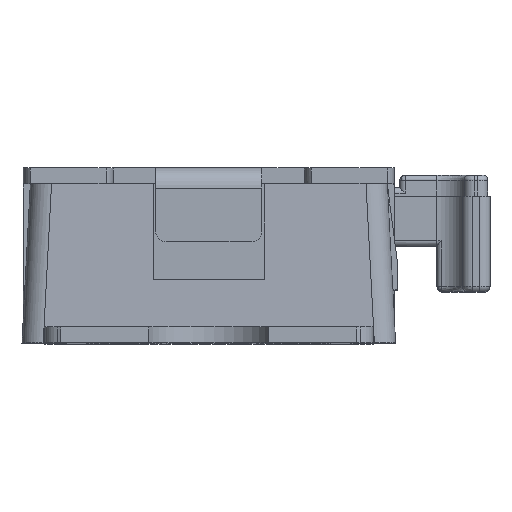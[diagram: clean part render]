
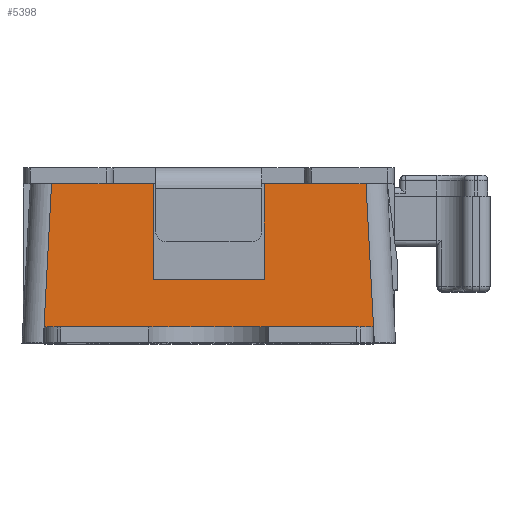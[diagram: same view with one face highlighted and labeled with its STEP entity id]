
A CAD part, top view. The second image highlights one B-rep face of the part: STEP entity #5398.
In plain terms, the highlighted planar face has unit normal (0, 0.035, 0.999).
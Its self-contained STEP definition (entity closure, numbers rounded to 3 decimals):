
#69 = AXIS2_PLACEMENT_3D ( 'NONE', #1372, #6118, #179 ) ;
#115 = DIRECTION ( 'NONE',  ( -0.052, 0.998, -0.035 ) ) ;
#179 = DIRECTION ( 'NONE',  ( 0., -0.999, 0.035 ) ) ;
#245 = ORIENTED_EDGE ( 'NONE', *, *, #8051, .T. ) ;
#297 = EDGE_LOOP ( 'NONE', ( #1543, #1757, #10194, #11154, #14845, #2614, #11214, #4962, #9937, #10156, #14891, #8143, #245, #4896 ) ) ;
#501 = FACE_OUTER_BOUND ( 'NONE', #297, .T. ) ;
#581 = VECTOR ( 'NONE', #14617, 1000. ) ;
#684 = EDGE_CURVE ( 'NONE', #12312, #13200, #5746, .T. ) ;
#1070 = LINE ( 'NONE', #14466, #8003 ) ;
#1097 = CARTESIAN_POINT ( 'NONE',  ( -0.525, 1.5, 2.708 ) ) ;
#1148 = CARTESIAN_POINT ( 'NONE',  ( 1.551, 0.15, 2.755 ) ) ;
#1213 = VERTEX_POINT ( 'NONE', #9626 ) ;
#1372 = CARTESIAN_POINT ( 'NONE',  ( -2.841, 0., 2.76 ) ) ;
#1543 = ORIENTED_EDGE ( 'NONE', *, *, #684, .T. ) ;
#1757 = ORIENTED_EDGE ( 'NONE', *, *, #8295, .T. ) ;
#1765 = DIRECTION ( 'NONE',  ( 1., 0., 0. ) ) ;
#1795 = CARTESIAN_POINT ( 'NONE',  ( -1.549, 0.15, 2.755 ) ) ;
#1857 = VECTOR ( 'NONE', #1765, 1000. ) ;
#1933 = VERTEX_POINT ( 'NONE', #11480 ) ;
#2049 = LINE ( 'NONE', #13259, #3191 ) ;
#2099 = VECTOR ( 'NONE', #6680, 1000. ) ;
#2134 = EDGE_CURVE ( 'NONE', #10308, #12312, #2867, .T. ) ;
#2159 = CARTESIAN_POINT ( 'NONE',  ( -1.481, 1.5, 2.708 ) ) ;
#2192 = VERTEX_POINT ( 'NONE', #3093 ) ;
#2345 = CARTESIAN_POINT ( 'NONE',  ( 0.525, 1.5, 2.708 ) ) ;
#2553 = LINE ( 'NONE', #3716, #10078 ) ;
#2614 = ORIENTED_EDGE ( 'NONE', *, *, #8111, .T. ) ;
#2696 = VECTOR ( 'NONE', #10348, 1000. ) ;
#2824 = VERTEX_POINT ( 'NONE', #2159 ) ;
#2867 = LINE ( 'NONE', #12635, #1857 ) ;
#3093 = CARTESIAN_POINT ( 'NONE',  ( 0.931, 1.5, 2.708 ) ) ;
#3140 = DIRECTION ( 'NONE',  ( -1., 0., 0. ) ) ;
#3191 = VECTOR ( 'NONE', #3140, 1000. ) ;
#3407 = EDGE_CURVE ( 'NONE', #11802, #9275, #11310, .T. ) ;
#3586 = CARTESIAN_POINT ( 'NONE',  ( -1.56, 0., 2.76 ) ) ;
#3716 = CARTESIAN_POINT ( 'NONE',  ( -2.841, 0.15, 2.755 ) ) ;
#3775 = VECTOR ( 'NONE', #115, 1000. ) ;
#4005 = DIRECTION ( 'NONE',  ( 0., 0.999, -0.035 ) ) ;
#4289 = VERTEX_POINT ( 'NONE', #1097 ) ;
#4639 = VECTOR ( 'NONE', #8934, 1000. ) ;
#4654 = VECTOR ( 'NONE', #9737, 1000. ) ;
#4767 = CARTESIAN_POINT ( 'NONE',  ( -2.841, 1.5, 2.708 ) ) ;
#4896 = ORIENTED_EDGE ( 'NONE', *, *, #2134, .T. ) ;
#4962 = ORIENTED_EDGE ( 'NONE', *, *, #5604, .T. ) ;
#5143 = CARTESIAN_POINT ( 'NONE',  ( -2.841, 1.5, 2.708 ) ) ;
#5245 = CARTESIAN_POINT ( 'NONE',  ( 0., 0.6, 2.739 ) ) ;
#5398 = ADVANCED_FACE ( 'NONE', ( #501 ), #13711, .T. ) ;
#5516 = LINE ( 'NONE', #15187, #2696 ) ;
#5604 = EDGE_CURVE ( 'NONE', #6506, #2824, #13142, .T. ) ;
#5720 = DIRECTION ( 'NONE',  ( -1., 0., 0. ) ) ;
#5746 = LINE ( 'NONE', #14416, #3775 ) ;
#5922 = VECTOR ( 'NONE', #10153, 1000. ) ;
#6118 = DIRECTION ( 'NONE',  ( 0., 0.035, 0.999 ) ) ;
#6176 = CARTESIAN_POINT ( 'NONE',  ( 0., 1.5, 2.708 ) ) ;
#6190 = CARTESIAN_POINT ( 'NONE',  ( 1.551, 0., 2.76 ) ) ;
#6506 = VERTEX_POINT ( 'NONE', #7986 ) ;
#6517 = DIRECTION ( 'NONE',  ( -1., 0., 0. ) ) ;
#6680 = DIRECTION ( 'NONE',  ( 1., 0., 0. ) ) ;
#7286 = LINE ( 'NONE', #14773, #5922 ) ;
#7484 = VERTEX_POINT ( 'NONE', #1795 ) ;
#7986 = CARTESIAN_POINT ( 'NONE',  ( -0.931, 1.5, 2.708 ) ) ;
#8003 = VECTOR ( 'NONE', #14404, 1000. ) ;
#8051 = EDGE_CURVE ( 'NONE', #13348, #10308, #9899, .T. ) ;
#8111 = EDGE_CURVE ( 'NONE', #1933, #4289, #7286, .T. ) ;
#8143 = ORIENTED_EDGE ( 'NONE', *, *, #14333, .T. ) ;
#8295 = EDGE_CURVE ( 'NONE', #13200, #2192, #2049, .T. ) ;
#8461 = LINE ( 'NONE', #8551, #12311 ) ;
#8551 = CARTESIAN_POINT ( 'NONE',  ( -1.55, 0., 2.76 ) ) ;
#8934 = DIRECTION ( 'NONE',  ( 0., -0.999, 0.035 ) ) ;
#9275 = VERTEX_POINT ( 'NONE', #14002 ) ;
#9473 = EDGE_CURVE ( 'NONE', #11837, #1213, #1070, .T. ) ;
#9612 = EDGE_CURVE ( 'NONE', #1213, #7484, #8461, .T. ) ;
#9626 = CARTESIAN_POINT ( 'NONE',  ( -1.549, 0., 2.76 ) ) ;
#9737 = DIRECTION ( 'NONE',  ( 0., -0.999, 0.035 ) ) ;
#9884 = LINE ( 'NONE', #6176, #581 ) ;
#9899 = LINE ( 'NONE', #6190, #4654 ) ;
#9937 = ORIENTED_EDGE ( 'NONE', *, *, #12250, .T. ) ;
#10078 = VECTOR ( 'NONE', #11985, 1000. ) ;
#10153 = DIRECTION ( 'NONE',  ( 0., 0.999, -0.035 ) ) ;
#10156 = ORIENTED_EDGE ( 'NONE', *, *, #9473, .T. ) ;
#10194 = ORIENTED_EDGE ( 'NONE', *, *, #11618, .F. ) ;
#10308 = VERTEX_POINT ( 'NONE', #11963 ) ;
#10348 = DIRECTION ( 'NONE',  ( -0.052, -0.998, 0.035 ) ) ;
#10512 = EDGE_CURVE ( 'NONE', #4289, #6506, #12520, .T. ) ;
#10587 = VECTOR ( 'NONE', #6517, 1000. ) ;
#11154 = ORIENTED_EDGE ( 'NONE', *, *, #3407, .T. ) ;
#11214 = ORIENTED_EDGE ( 'NONE', *, *, #10512, .T. ) ;
#11310 = LINE ( 'NONE', #14913, #4639 ) ;
#11480 = CARTESIAN_POINT ( 'NONE',  ( -0.525, 0.6, 2.739 ) ) ;
#11618 = EDGE_CURVE ( 'NONE', #11802, #2192, #9884, .T. ) ;
#11802 = VERTEX_POINT ( 'NONE', #2345 ) ;
#11837 = VERTEX_POINT ( 'NONE', #3586 ) ;
#11963 = CARTESIAN_POINT ( 'NONE',  ( 1.551, 0., 2.76 ) ) ;
#11985 = DIRECTION ( 'NONE',  ( 1., 0., 0. ) ) ;
#12250 = EDGE_CURVE ( 'NONE', #2824, #11837, #5516, .T. ) ;
#12311 = VECTOR ( 'NONE', #4005, 1000. ) ;
#12312 = VERTEX_POINT ( 'NONE', #13017 ) ;
#12520 = LINE ( 'NONE', #5143, #10587 ) ;
#12635 = CARTESIAN_POINT ( 'NONE',  ( -2.841, 0., 2.76 ) ) ;
#13017 = CARTESIAN_POINT ( 'NONE',  ( 1.56, 0., 2.76 ) ) ;
#13142 = LINE ( 'NONE', #4767, #13373 ) ;
#13200 = VERTEX_POINT ( 'NONE', #14372 ) ;
#13259 = CARTESIAN_POINT ( 'NONE',  ( -2.841, 1.5, 2.708 ) ) ;
#13348 = VERTEX_POINT ( 'NONE', #1148 ) ;
#13373 = VECTOR ( 'NONE', #5720, 1000. ) ;
#13556 = LINE ( 'NONE', #5245, #2099 ) ;
#13711 = PLANE ( 'NONE',  #69 ) ;
#14002 = CARTESIAN_POINT ( 'NONE',  ( 0.525, 0.6, 2.739 ) ) ;
#14333 = EDGE_CURVE ( 'NONE', #7484, #13348, #2553, .T. ) ;
#14372 = CARTESIAN_POINT ( 'NONE',  ( 1.481, 1.5, 2.708 ) ) ;
#14404 = DIRECTION ( 'NONE',  ( 1., 0., 0. ) ) ;
#14416 = CARTESIAN_POINT ( 'NONE',  ( 1.56, 0., 2.76 ) ) ;
#14466 = CARTESIAN_POINT ( 'NONE',  ( -2.841, 0., 2.76 ) ) ;
#14617 = DIRECTION ( 'NONE',  ( 1., 0., 0. ) ) ;
#14773 = CARTESIAN_POINT ( 'NONE',  ( -0.525, 0.6, 2.739 ) ) ;
#14845 = ORIENTED_EDGE ( 'NONE', *, *, #15418, .F. ) ;
#14891 = ORIENTED_EDGE ( 'NONE', *, *, #9612, .T. ) ;
#14913 = CARTESIAN_POINT ( 'NONE',  ( 0.525, 1.5, 2.708 ) ) ;
#15187 = CARTESIAN_POINT ( 'NONE',  ( -1.481, 1.5, 2.708 ) ) ;
#15418 = EDGE_CURVE ( 'NONE', #1933, #9275, #13556, .T. ) ;
